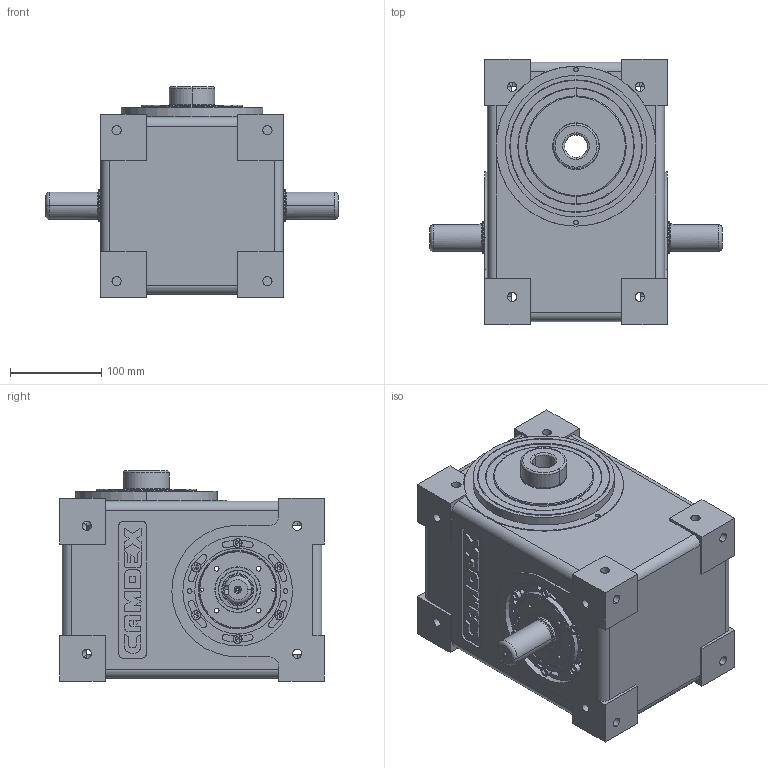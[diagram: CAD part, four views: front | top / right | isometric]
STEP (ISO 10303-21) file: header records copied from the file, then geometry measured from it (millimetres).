
FILE_DESCRIPTION (( 'STEP AP203' ), '1' );
FILE_NAME ('100DFH-OUT(ÖÐ¿Õ25£©.STEP', '2018-03-30T03:16:43', ( '' ), ( '' ), 'SwSTEP 2.0', 'SolidWorks 2015', '' );
FILE_SCHEMA (( 'CONFIG_CONTROL_DESIGN' ));
Length unit declared in the file: millimetre
Products named in the file (1): 100DFH-OUT(中空25）
Bounding box: 320 x 290 x 230 mm (x, y, z)
Surface area: 453685.5 mm2 (no closed solid volume)
Topology: 0 solids, 54 shells, 836 faces, 2346 edges, 1523 vertices
Faces by surface type: plane 387, cylinder 296, torus 75, cone 66, bspline 12
Entity records: 27115 total; most frequent: CARTESIAN_POINT 5241, DIRECTION 4800, ORIENTED_EDGE 4121, EDGE_CURVE 2316, AXIS2_PLACEMENT_3D 1728, VERTEX_POINT 1523, VECTOR 1344, LINE 1344
